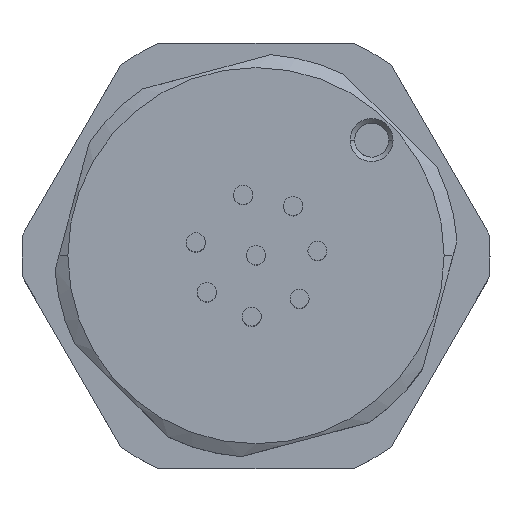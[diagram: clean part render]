
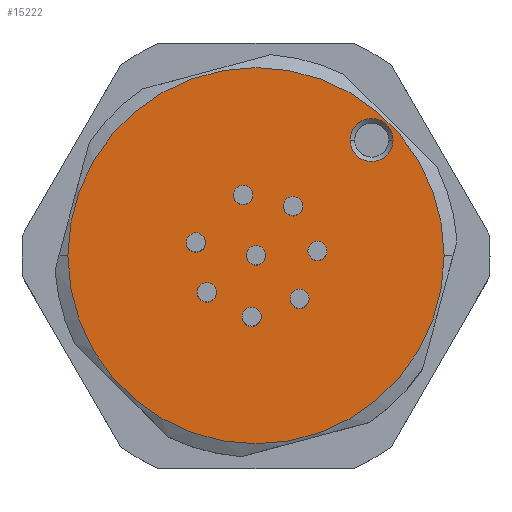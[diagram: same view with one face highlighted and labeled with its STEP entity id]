
A CAD part, top view. The second image highlights one B-rep face of the part: STEP entity #15222.
In plain terms, the highlighted planar face has unit normal (0, 0, 1).
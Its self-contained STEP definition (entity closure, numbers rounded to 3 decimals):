
#3224=CARTESIAN_POINT('',(0.,0.,22.));
#3225=DIRECTION('',(0.,0.,-1.));
#3226=DIRECTION('',(1.,0.,0.));
#3227=AXIS2_PLACEMENT_3D('',#3224,#3225,#3226);
#3232=CARTESIAN_POINT('',(0.,0.,22.));
#3233=DIRECTION('',(0.,0.,1.));
#3234=DIRECTION('',(1.,0.,0.));
#3235=AXIS2_PLACEMENT_3D('',#3232,#3233,#3234);
#3240=CARTESIAN_POINT('',(5.162,5.162,22.));
#3241=DIRECTION('',(0.,0.,1.));
#3242=DIRECTION('',(-1.,0.,0.));
#3243=AXIS2_PLACEMENT_3D('',#3240,#3241,#3242);
#3248=CARTESIAN_POINT('',(5.162,5.162,22.));
#3249=DIRECTION('',(0.,0.,-1.));
#3250=DIRECTION('',(-1.,0.,0.));
#3251=AXIS2_PLACEMENT_3D('',#3248,#3249,#3250);
#3256=CARTESIAN_POINT('',(-0.572,2.69,22.));
#3257=DIRECTION('',(0.,0.,-1.));
#3258=DIRECTION('',(0.,1.,0.));
#3259=AXIS2_PLACEMENT_3D('',#3256,#3257,#3258);
#3264=CARTESIAN_POINT('',(-0.572,2.69,22.));
#3265=DIRECTION('',(0.,0.,-1.));
#3266=DIRECTION('',(0.,-1.,0.));
#3267=AXIS2_PLACEMENT_3D('',#3264,#3265,#3266);
#3272=CARTESIAN_POINT('',(0.,0.,22.));
#3273=DIRECTION('',(0.,0.,-1.));
#3274=DIRECTION('',(0.,-1.,0.));
#3275=AXIS2_PLACEMENT_3D('',#3272,#3273,#3274);
#3280=CARTESIAN_POINT('',(0.,0.,22.));
#3281=DIRECTION('',(0.,0.,-1.));
#3282=DIRECTION('',(0.,1.,0.));
#3283=AXIS2_PLACEMENT_3D('',#3280,#3281,#3282);
#3288=CARTESIAN_POINT('',(1.655,2.196,22.));
#3289=DIRECTION('',(0.,0.,-1.));
#3290=DIRECTION('',(0.,1.,0.));
#3291=AXIS2_PLACEMENT_3D('',#3288,#3289,#3290);
#3296=CARTESIAN_POINT('',(1.655,2.196,22.));
#3297=DIRECTION('',(0.,0.,-1.));
#3298=DIRECTION('',(0.,-1.,0.));
#3299=AXIS2_PLACEMENT_3D('',#3296,#3297,#3298);
#3304=CARTESIAN_POINT('',(2.743,0.192,22.));
#3305=DIRECTION('',(0.,0.,-1.));
#3306=DIRECTION('',(0.,1.,0.));
#3307=AXIS2_PLACEMENT_3D('',#3304,#3305,#3306);
#3312=CARTESIAN_POINT('',(2.743,0.192,22.));
#3313=DIRECTION('',(0.,0.,-1.));
#3314=DIRECTION('',(0.,-1.,0.));
#3315=AXIS2_PLACEMENT_3D('',#3312,#3313,#3314);
#3320=CARTESIAN_POINT('',(1.945,-1.945,22.));
#3321=DIRECTION('',(0.,0.,-1.));
#3322=DIRECTION('',(0.,-1.,0.));
#3323=AXIS2_PLACEMENT_3D('',#3320,#3321,#3322);
#3328=CARTESIAN_POINT('',(1.945,-1.945,22.));
#3329=DIRECTION('',(0.,0.,-1.));
#3330=DIRECTION('',(0.,1.,0.));
#3331=AXIS2_PLACEMENT_3D('',#3328,#3329,#3330);
#3336=CARTESIAN_POINT('',(-0.192,-2.743,22.));
#3337=DIRECTION('',(0.,0.,-1.));
#3338=DIRECTION('',(0.,1.,0.));
#3339=AXIS2_PLACEMENT_3D('',#3336,#3337,#3338);
#3344=CARTESIAN_POINT('',(-0.192,-2.743,22.));
#3345=DIRECTION('',(0.,0.,-1.));
#3346=DIRECTION('',(0.,-1.,0.));
#3347=AXIS2_PLACEMENT_3D('',#3344,#3345,#3346);
#3352=CARTESIAN_POINT('',(-2.196,-1.655,22.));
#3353=DIRECTION('',(0.,0.,-1.));
#3354=DIRECTION('',(0.,-1.,0.));
#3355=AXIS2_PLACEMENT_3D('',#3352,#3353,#3354);
#3360=CARTESIAN_POINT('',(-2.196,-1.655,22.));
#3361=DIRECTION('',(0.,0.,-1.));
#3362=DIRECTION('',(0.,1.,0.));
#3363=AXIS2_PLACEMENT_3D('',#3360,#3361,#3362);
#3368=CARTESIAN_POINT('',(-2.69,0.572,22.));
#3369=DIRECTION('',(0.,0.,-1.));
#3370=DIRECTION('',(0.,1.,0.));
#3371=AXIS2_PLACEMENT_3D('',#3368,#3369,#3370);
#3376=CARTESIAN_POINT('',(-2.69,0.572,22.));
#3377=DIRECTION('',(0.,0.,-1.));
#3378=DIRECTION('',(0.,-1.,0.));
#3379=AXIS2_PLACEMENT_3D('',#3376,#3377,#3378);
#11470=CARTESIAN_POINT('',(8.4,0.,22.));
#11471=VERTEX_POINT('',#11470);
#11481=CARTESIAN_POINT('',(-8.4,0.,22.));
#11482=VERTEX_POINT('',#11481);
#11483=CARTESIAN_POINT('',(4.202,5.162,22.));
#11484=CARTESIAN_POINT('',(6.122,5.162,22.));
#11485=VERTEX_POINT('',#11483);
#11486=VERTEX_POINT('',#11484);
#11487=CARTESIAN_POINT('',(-0.572,2.265,22.));
#11488=CARTESIAN_POINT('',(-0.572,3.115,22.));
#11489=VERTEX_POINT('',#11487);
#11490=VERTEX_POINT('',#11488);
#11491=CARTESIAN_POINT('',(0.,0.425,22.));
#11492=CARTESIAN_POINT('',(0.,-0.425,22.));
#11493=VERTEX_POINT('',#11491);
#11494=VERTEX_POINT('',#11492);
#11495=CARTESIAN_POINT('',(1.655,1.771,22.));
#11496=CARTESIAN_POINT('',(1.655,2.621,22.));
#11497=VERTEX_POINT('',#11495);
#11498=VERTEX_POINT('',#11496);
#11499=CARTESIAN_POINT('',(2.743,-0.233,22.));
#11500=CARTESIAN_POINT('',(2.743,0.617,22.));
#11501=VERTEX_POINT('',#11499);
#11502=VERTEX_POINT('',#11500);
#11503=CARTESIAN_POINT('',(1.945,-1.52,22.));
#11504=CARTESIAN_POINT('',(1.945,-2.37,22.));
#11505=VERTEX_POINT('',#11503);
#11506=VERTEX_POINT('',#11504);
#11507=CARTESIAN_POINT('',(-0.192,-3.168,22.));
#11508=CARTESIAN_POINT('',(-0.192,-2.318,22.));
#11509=VERTEX_POINT('',#11507);
#11510=VERTEX_POINT('',#11508);
#11511=CARTESIAN_POINT('',(-2.196,-1.23,22.));
#11512=CARTESIAN_POINT('',(-2.196,-2.08,22.));
#11513=VERTEX_POINT('',#11511);
#11514=VERTEX_POINT('',#11512);
#11515=CARTESIAN_POINT('',(-2.69,0.147,22.));
#11516=CARTESIAN_POINT('',(-2.69,0.997,22.));
#11517=VERTEX_POINT('',#11515);
#11518=VERTEX_POINT('',#11516);
#15158=CARTESIAN_POINT('',(0.,0.,22.));
#15159=DIRECTION('',(0.,0.,1.));
#15160=DIRECTION('',(-1.,0.,0.));
#15161=AXIS2_PLACEMENT_3D('',#15158,#15159,#15160);
#15162=PLANE('',#15161);
#15163=ORIENTED_EDGE('',*,*,#15136,.T.);
#15165=ORIENTED_EDGE('',*,*,#15164,.F.);
#15166=EDGE_LOOP('',(#15163,#15165));
#15167=FACE_OUTER_BOUND('',#15166,.F.);
#15169=ORIENTED_EDGE('',*,*,#15168,.T.);
#15171=ORIENTED_EDGE('',*,*,#15170,.F.);
#15172=EDGE_LOOP('',(#15169,#15171));
#15173=FACE_BOUND('',#15172,.F.);
#15175=ORIENTED_EDGE('',*,*,#15174,.F.);
#15177=ORIENTED_EDGE('',*,*,#15176,.F.);
#15178=EDGE_LOOP('',(#15175,#15177));
#15179=FACE_BOUND('',#15178,.F.);
#15181=ORIENTED_EDGE('',*,*,#15180,.F.);
#15183=ORIENTED_EDGE('',*,*,#15182,.F.);
#15184=EDGE_LOOP('',(#15181,#15183));
#15185=FACE_BOUND('',#15184,.F.);
#15187=ORIENTED_EDGE('',*,*,#15186,.F.);
#15189=ORIENTED_EDGE('',*,*,#15188,.F.);
#15190=EDGE_LOOP('',(#15187,#15189));
#15191=FACE_BOUND('',#15190,.F.);
#15193=ORIENTED_EDGE('',*,*,#15192,.F.);
#15195=ORIENTED_EDGE('',*,*,#15194,.F.);
#15196=EDGE_LOOP('',(#15193,#15195));
#15197=FACE_BOUND('',#15196,.F.);
#15199=ORIENTED_EDGE('',*,*,#15198,.F.);
#15201=ORIENTED_EDGE('',*,*,#15200,.F.);
#15202=EDGE_LOOP('',(#15199,#15201));
#15203=FACE_BOUND('',#15202,.F.);
#15205=ORIENTED_EDGE('',*,*,#15204,.F.);
#15207=ORIENTED_EDGE('',*,*,#15206,.F.);
#15208=EDGE_LOOP('',(#15205,#15207));
#15209=FACE_BOUND('',#15208,.F.);
#15211=ORIENTED_EDGE('',*,*,#15210,.F.);
#15213=ORIENTED_EDGE('',*,*,#15212,.F.);
#15214=EDGE_LOOP('',(#15211,#15213));
#15215=FACE_BOUND('',#15214,.F.);
#15217=ORIENTED_EDGE('',*,*,#15216,.F.);
#15219=ORIENTED_EDGE('',*,*,#15218,.F.);
#15220=EDGE_LOOP('',(#15217,#15219));
#15221=FACE_BOUND('',#15220,.F.);
#15222=ADVANCED_FACE('',(#15167,#15173,#15179,#15185,#15191,#15197,#15203,
#15209,#15215,#15221),#15162,.T.);
#3228=CIRCLE('',#3227,8.4);
#3236=CIRCLE('',#3235,8.4);
#3244=CIRCLE('',#3243,0.96);
#3252=CIRCLE('',#3251,0.96);
#3260=CIRCLE('',#3259,0.425);
#3268=CIRCLE('',#3267,0.425);
#3276=CIRCLE('',#3275,0.425);
#3284=CIRCLE('',#3283,0.425);
#3292=CIRCLE('',#3291,0.425);
#3300=CIRCLE('',#3299,0.425);
#3308=CIRCLE('',#3307,0.425);
#3316=CIRCLE('',#3315,0.425);
#3324=CIRCLE('',#3323,0.425);
#3332=CIRCLE('',#3331,0.425);
#3340=CIRCLE('',#3339,0.425);
#3348=CIRCLE('',#3347,0.425);
#3356=CIRCLE('',#3355,0.425);
#3364=CIRCLE('',#3363,0.425);
#3372=CIRCLE('',#3371,0.425);
#3380=CIRCLE('',#3379,0.425);
#15136=EDGE_CURVE('',#11471,#11482,#3228,.T.);
#15164=EDGE_CURVE('',#11471,#11482,#3236,.T.);
#15168=EDGE_CURVE('',#11485,#11486,#3244,.T.);
#15170=EDGE_CURVE('',#11485,#11486,#3252,.T.);
#15174=EDGE_CURVE('',#11490,#11489,#3260,.T.);
#15176=EDGE_CURVE('',#11489,#11490,#3268,.T.);
#15180=EDGE_CURVE('',#11494,#11493,#3276,.T.);
#15182=EDGE_CURVE('',#11493,#11494,#3284,.T.);
#15186=EDGE_CURVE('',#11498,#11497,#3292,.T.);
#15188=EDGE_CURVE('',#11497,#11498,#3300,.T.);
#15192=EDGE_CURVE('',#11502,#11501,#3308,.T.);
#15194=EDGE_CURVE('',#11501,#11502,#3316,.T.);
#15198=EDGE_CURVE('',#11506,#11505,#3324,.T.);
#15200=EDGE_CURVE('',#11505,#11506,#3332,.T.);
#15204=EDGE_CURVE('',#11510,#11509,#3340,.T.);
#15206=EDGE_CURVE('',#11509,#11510,#3348,.T.);
#15210=EDGE_CURVE('',#11514,#11513,#3356,.T.);
#15212=EDGE_CURVE('',#11513,#11514,#3364,.T.);
#15216=EDGE_CURVE('',#11518,#11517,#3372,.T.);
#15218=EDGE_CURVE('',#11517,#11518,#3380,.T.);
